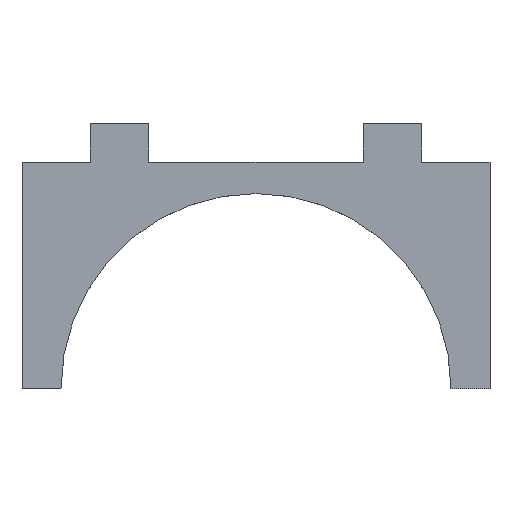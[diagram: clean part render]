
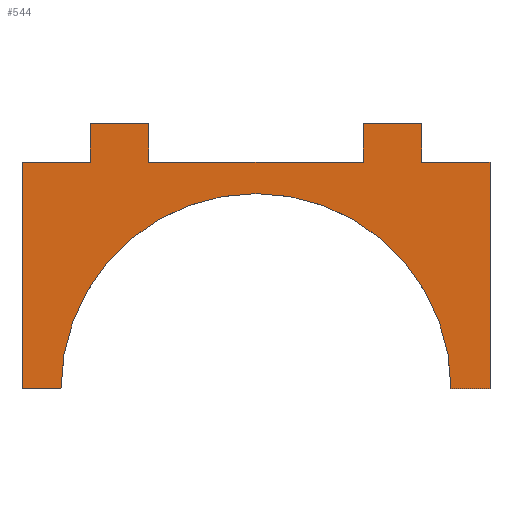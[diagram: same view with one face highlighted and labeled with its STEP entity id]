
A CAD part, top view. The second image highlights one B-rep face of the part: STEP entity #544.
In plain terms, the highlighted planar face has unit normal (0, 0, 1).
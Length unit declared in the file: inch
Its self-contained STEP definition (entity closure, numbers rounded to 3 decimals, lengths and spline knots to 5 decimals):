
#70=CARTESIAN_POINT('',(2.5,5.6,0.));
#71=VERTEX_POINT('',#70);
#72=CARTESIAN_POINT('',(-2.5,5.6,0.));
#73=VERTEX_POINT('',#72);
#74=CARTESIAN_POINT('',(0.,5.6,0.));
#75=DIRECTION('',(0.,0.,1.));
#76=DIRECTION('',(1.,0.,-0.));
#77=AXIS2_PLACEMENT_3D('',#74,#75,#76);
#78=CIRCLE('',#77,2.5);
#79=EDGE_CURVE('',#71,#73,#78,.T.);
#112=CARTESIAN_POINT('',(-3.,5.6,0.));
#113=VERTEX_POINT('',#112);
#114=CARTESIAN_POINT('',(-2.5,5.6,0.));
#115=DIRECTION('',(-1.,0.,0.));
#116=VECTOR('',#115,0.5);
#117=LINE('',#114,#116);
#118=EDGE_CURVE('',#73,#113,#117,.T.);
#143=CARTESIAN_POINT('',(-3.,8.5,0.));
#144=VERTEX_POINT('',#143);
#145=CARTESIAN_POINT('',(-3.,5.6,0.));
#146=DIRECTION('',(-0.,1.,0.));
#147=VECTOR('',#146,2.9);
#148=LINE('',#145,#147);
#149=EDGE_CURVE('',#113,#144,#148,.T.);
#174=CARTESIAN_POINT('',(-2.125,8.5,0.));
#175=VERTEX_POINT('',#174);
#176=CARTESIAN_POINT('',(-2.125,8.5,0.));
#177=DIRECTION('',(-1.,-0.,0.));
#178=VECTOR('',#177,0.875);
#179=LINE('',#176,#178);
#180=EDGE_CURVE('',#175,#144,#179,.T.);
#205=CARTESIAN_POINT('',(-2.125,9.,0.));
#206=VERTEX_POINT('',#205);
#207=CARTESIAN_POINT('',(-2.125,8.5,0.));
#208=DIRECTION('',(-0.,1.,0.));
#209=VECTOR('',#208,0.5);
#210=LINE('',#207,#209);
#211=EDGE_CURVE('',#175,#206,#210,.T.);
#236=CARTESIAN_POINT('',(-1.375,9.,0.));
#237=VERTEX_POINT('',#236);
#238=CARTESIAN_POINT('',(-2.125,9.,0.));
#239=DIRECTION('',(1.,0.,-0.));
#240=VECTOR('',#239,0.75);
#241=LINE('',#238,#240);
#242=EDGE_CURVE('',#206,#237,#241,.T.);
#267=CARTESIAN_POINT('',(-1.375,8.5,0.));
#268=VERTEX_POINT('',#267);
#269=CARTESIAN_POINT('',(-1.375,8.5,0.));
#270=DIRECTION('',(0.,1.,0.));
#271=VECTOR('',#270,0.5);
#272=LINE('',#269,#271);
#273=EDGE_CURVE('',#268,#237,#272,.T.);
#298=CARTESIAN_POINT('',(1.375,8.5,0.));
#299=VERTEX_POINT('',#298);
#300=CARTESIAN_POINT('',(1.375,8.5,0.));
#301=DIRECTION('',(-1.,0.,0.));
#302=VECTOR('',#301,2.75);
#303=LINE('',#300,#302);
#304=EDGE_CURVE('',#299,#268,#303,.T.);
#329=CARTESIAN_POINT('',(1.375,9.,0.));
#330=VERTEX_POINT('',#329);
#331=CARTESIAN_POINT('',(1.375,8.5,0.));
#332=DIRECTION('',(0.,1.,0.));
#333=VECTOR('',#332,0.5);
#334=LINE('',#331,#333);
#335=EDGE_CURVE('',#299,#330,#334,.T.);
#360=CARTESIAN_POINT('',(2.125,9.,0.));
#361=VERTEX_POINT('',#360);
#362=CARTESIAN_POINT('',(1.375,9.,0.));
#363=DIRECTION('',(1.,0.,-0.));
#364=VECTOR('',#363,0.75);
#365=LINE('',#362,#364);
#366=EDGE_CURVE('',#330,#361,#365,.T.);
#391=CARTESIAN_POINT('',(2.125,8.5,0.));
#392=VERTEX_POINT('',#391);
#393=CARTESIAN_POINT('',(2.125,8.5,0.));
#394=DIRECTION('',(0.,1.,0.));
#395=VECTOR('',#394,0.5);
#396=LINE('',#393,#395);
#397=EDGE_CURVE('',#392,#361,#396,.T.);
#422=CARTESIAN_POINT('',(3.,8.5,0.));
#423=VERTEX_POINT('',#422);
#424=CARTESIAN_POINT('',(3.,8.5,0.));
#425=DIRECTION('',(-1.,0.,0.));
#426=VECTOR('',#425,0.875);
#427=LINE('',#424,#426);
#428=EDGE_CURVE('',#423,#392,#427,.T.);
#453=CARTESIAN_POINT('',(3.,5.6,0.));
#454=VERTEX_POINT('',#453);
#455=CARTESIAN_POINT('',(3.,5.6,0.));
#456=DIRECTION('',(-0.,1.,0.));
#457=VECTOR('',#456,2.9);
#458=LINE('',#455,#457);
#459=EDGE_CURVE('',#454,#423,#458,.T.);
#484=CARTESIAN_POINT('',(3.,5.6,0.));
#485=DIRECTION('',(-1.,0.,0.));
#486=VECTOR('',#485,0.5);
#487=LINE('',#484,#486);
#488=EDGE_CURVE('',#454,#71,#487,.T.);
#523=CARTESIAN_POINT('',(-0.02165,1.83454,0.));
#524=DIRECTION('',(0.,0.,1.));
#525=DIRECTION('',(1.,0.,0.));
#526=AXIS2_PLACEMENT_3D('',#523,#524,#525);
#527=PLANE('',#526);
#528=ORIENTED_EDGE('',*,*,#79,.F.);
#529=ORIENTED_EDGE('',*,*,#488,.F.);
#530=ORIENTED_EDGE('',*,*,#459,.T.);
#531=ORIENTED_EDGE('',*,*,#428,.T.);
#532=ORIENTED_EDGE('',*,*,#397,.T.);
#533=ORIENTED_EDGE('',*,*,#366,.F.);
#534=ORIENTED_EDGE('',*,*,#335,.F.);
#535=ORIENTED_EDGE('',*,*,#304,.T.);
#536=ORIENTED_EDGE('',*,*,#273,.T.);
#537=ORIENTED_EDGE('',*,*,#242,.F.);
#538=ORIENTED_EDGE('',*,*,#211,.F.);
#539=ORIENTED_EDGE('',*,*,#180,.T.);
#540=ORIENTED_EDGE('',*,*,#149,.F.);
#541=ORIENTED_EDGE('',*,*,#118,.F.);
#542=EDGE_LOOP('',(#528,#529,#530,#531,#532,#533,#534,#535,#536,#537,#538,#539,#540,#541));
#543=FACE_BOUND('',#542,.T.);
#544=ADVANCED_FACE('',(#543),#527,.T.);
